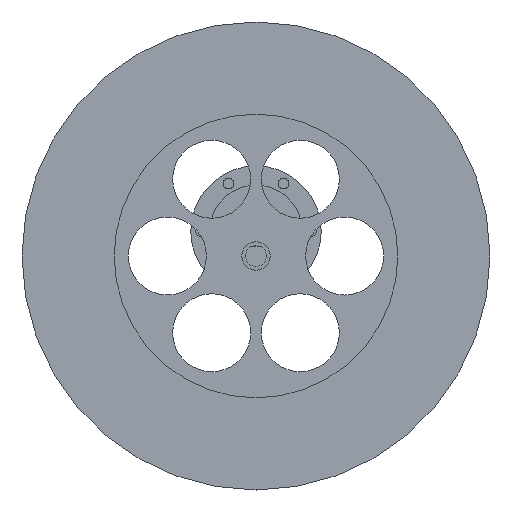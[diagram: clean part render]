
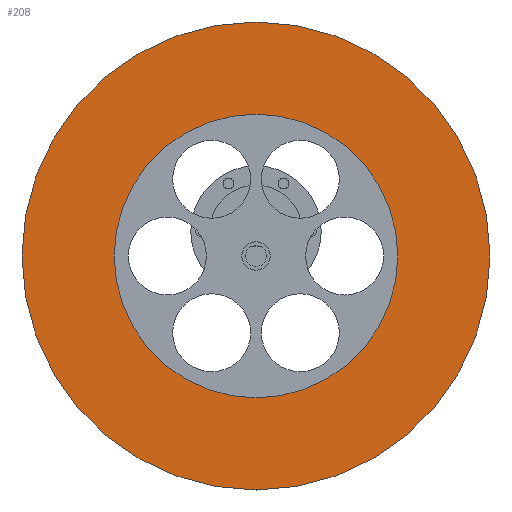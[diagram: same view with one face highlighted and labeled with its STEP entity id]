
A CAD part, left-side view. The second image highlights one B-rep face of the part: STEP entity #208.
In plain terms, the highlighted planar face has unit normal (-1, 0, 0).
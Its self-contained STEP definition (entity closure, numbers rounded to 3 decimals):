
#84 = VERTEX_POINT('',#85);
#85 = CARTESIAN_POINT('',(-164.5,76.,10.));
#92 = CYLINDRICAL_SURFACE('',#93,66.);
#93 = AXIS2_PLACEMENT_3D('',#94,#95,#96);
#94 = CARTESIAN_POINT('',(-105.5,10.,10.));
#95 = DIRECTION('',(1.,0.,0.));
#96 = DIRECTION('',(0.,1.,0.));
#111 = EDGE_CURVE('',#84,#84,#112,.T.);
#112 = SURFACE_CURVE('',#113,(#118,#125),.PCURVE_S1.);
#113 = CIRCLE('',#114,66.);
#114 = AXIS2_PLACEMENT_3D('',#115,#116,#117);
#115 = CARTESIAN_POINT('',(-164.5,10.,10.));
#116 = DIRECTION('',(1.,0.,0.));
#117 = DIRECTION('',(0.,1.,0.));
#118 = PCURVE('',#92,#119);
#119 = DEFINITIONAL_REPRESENTATION('',(#120),#124);
#120 = LINE('',#121,#122);
#121 = CARTESIAN_POINT('',(0.,-59.));
#122 = VECTOR('',#123,1.);
#123 = DIRECTION('',(1.,0.));
#124 = ( GEOMETRIC_REPRESENTATION_CONTEXT(2) 
PARAMETRIC_REPRESENTATION_CONTEXT() REPRESENTATION_CONTEXT('2D SPACE',''
  ) );
#125 = PCURVE('',#126,#131);
#126 = PLANE('',#127);
#127 = AXIS2_PLACEMENT_3D('',#128,#129,#130);
#128 = CARTESIAN_POINT('',(-164.5,10.,10.));
#129 = DIRECTION('',(-1.,0.,0.));
#130 = DIRECTION('',(0.,0.,-1.));
#131 = DEFINITIONAL_REPRESENTATION('',(#132),#140);
#132 = ( BOUNDED_CURVE() B_SPLINE_CURVE(2,(#133,#134,#135,#136,#137,#138
,#139),.UNSPECIFIED.,.T.,.F.) B_SPLINE_CURVE_WITH_KNOTS((1,2,2,2,2,1),(
    -2.094,0.,2.094,4.189,6.283,
8.378),.UNSPECIFIED.) CURVE() GEOMETRIC_REPRESENTATION_ITEM() 
RATIONAL_B_SPLINE_CURVE((1.,0.5,1.,0.5,1.,0.5,1.)) REPRESENTATION_ITEM(
  '') );
#133 = CARTESIAN_POINT('',(0.,-66.));
#134 = CARTESIAN_POINT('',(-114.315,-66.));
#135 = CARTESIAN_POINT('',(-57.158,33.));
#136 = CARTESIAN_POINT('',(0.,132.));
#137 = CARTESIAN_POINT('',(57.158,33.));
#138 = CARTESIAN_POINT('',(114.315,-66.));
#139 = CARTESIAN_POINT('',(0.,-66.));
#140 = ( GEOMETRIC_REPRESENTATION_CONTEXT(2) 
PARAMETRIC_REPRESENTATION_CONTEXT() REPRESENTATION_CONTEXT('2D SPACE',''
  ) );
#208 = ADVANCED_FACE('',(#209,#212),#126,.T.);
#209 = FACE_BOUND('',#210,.F.);
#210 = EDGE_LOOP('',(#211));
#211 = ORIENTED_EDGE('',*,*,#111,.T.);
#212 = FACE_BOUND('',#213,.F.);
#213 = EDGE_LOOP('',(#214));
#214 = ORIENTED_EDGE('',*,*,#215,.F.);
#215 = EDGE_CURVE('',#216,#216,#218,.T.);
#216 = VERTEX_POINT('',#217);
#217 = CARTESIAN_POINT('',(-164.5,50.,10.));
#218 = SURFACE_CURVE('',#219,(#224,#235),.PCURVE_S1.);
#219 = CIRCLE('',#220,40.);
#220 = AXIS2_PLACEMENT_3D('',#221,#222,#223);
#221 = CARTESIAN_POINT('',(-164.5,10.,10.));
#222 = DIRECTION('',(1.,0.,0.));
#223 = DIRECTION('',(0.,1.,0.));
#224 = PCURVE('',#126,#225);
#225 = DEFINITIONAL_REPRESENTATION('',(#226),#234);
#226 = ( BOUNDED_CURVE() B_SPLINE_CURVE(2,(#227,#228,#229,#230,#231,#232
,#233),.UNSPECIFIED.,.T.,.F.) B_SPLINE_CURVE_WITH_KNOTS((1,2,2,2,2,1),(
    -2.094,0.,2.094,4.189,6.283,
8.378),.UNSPECIFIED.) CURVE() GEOMETRIC_REPRESENTATION_ITEM() 
RATIONAL_B_SPLINE_CURVE((1.,0.5,1.,0.5,1.,0.5,1.)) REPRESENTATION_ITEM(
  '') );
#227 = CARTESIAN_POINT('',(0.,-40.));
#228 = CARTESIAN_POINT('',(-69.282,-40.));
#229 = CARTESIAN_POINT('',(-34.641,20.));
#230 = CARTESIAN_POINT('',(0.,80.));
#231 = CARTESIAN_POINT('',(34.641,20.));
#232 = CARTESIAN_POINT('',(69.282,-40.));
#233 = CARTESIAN_POINT('',(0.,-40.));
#234 = ( GEOMETRIC_REPRESENTATION_CONTEXT(2) 
PARAMETRIC_REPRESENTATION_CONTEXT() REPRESENTATION_CONTEXT('2D SPACE',''
  ) );
#235 = PCURVE('',#236,#241);
#236 = CYLINDRICAL_SURFACE('',#237,40.);
#237 = AXIS2_PLACEMENT_3D('',#238,#239,#240);
#238 = CARTESIAN_POINT('',(-164.5,10.,10.));
#239 = DIRECTION('',(-1.,0.,0.));
#240 = DIRECTION('',(0.,1.,0.));
#241 = DEFINITIONAL_REPRESENTATION('',(#242),#246);
#242 = LINE('',#243,#244);
#243 = CARTESIAN_POINT('',(-0.,0.));
#244 = VECTOR('',#245,1.);
#245 = DIRECTION('',(-1.,0.));
#246 = ( GEOMETRIC_REPRESENTATION_CONTEXT(2) 
PARAMETRIC_REPRESENTATION_CONTEXT() REPRESENTATION_CONTEXT('2D SPACE',''
  ) );
